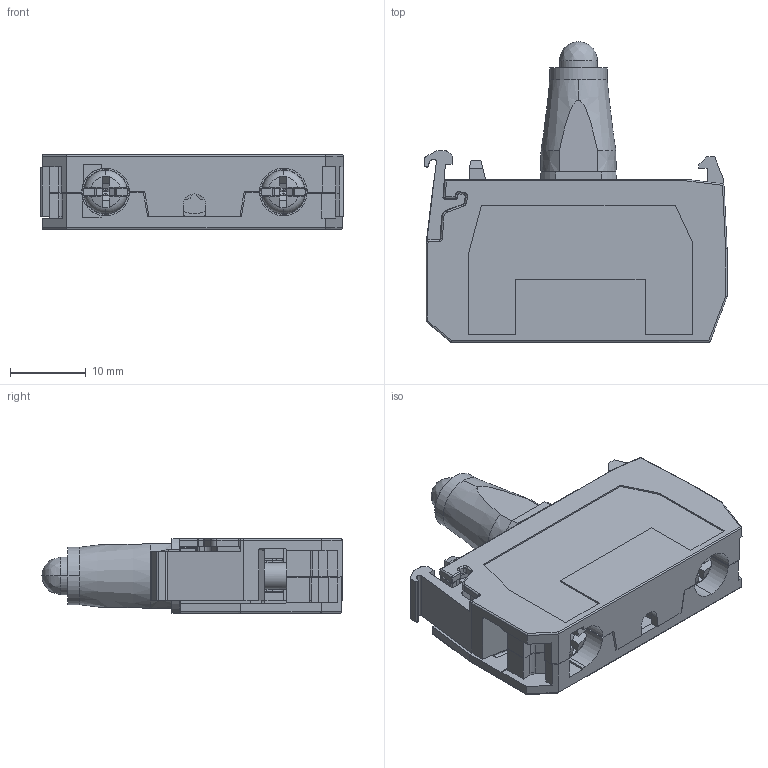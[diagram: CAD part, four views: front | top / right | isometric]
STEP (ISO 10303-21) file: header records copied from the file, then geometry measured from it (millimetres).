
FILE_DESCRIPTION(('STEP AP214'),'1');
FILE_NAME('33EAWH.stp','2007-11-14T15:57:50',(' '),('Legrand SA'),'XStep 1.0','TRANSCAD',' ');
FILE_SCHEMA(('automotive_design'));
Length unit declared in the file: millimetre
Products named in the file (9): Part1|Corps principal ( *SOL2 - wsp *MASTER -  )|Solide.1 (  de JELE 17299 : issu de *SOL2 - wsp *MASTER -  ) ( Brep de *SOL2 ); Part1|Corps de pièce.2 ( *SOL3 - wsp *MASTER -  )|Solide.2 (  de JELE 20997 : issu de *SOL3 - wsp *MASTER -  ) ( Brep de *SOL3 ); Part1|Corps de pièce.3 ( *SOL4 - wsp *MASTER -  -Non Smart-  )|Solide.3 (  de JELE 21281 : issu de *SOL4 - wsp *MASTER -  ) ( Brep de *SOL4 ); Part1|Corps de pièce.4 ( *SOL5 - wsp *MASTER -  )|Solide.4 (  de JELE 21837 : issu de *SOL5 - wsp *MASTER -  ) ( Brep de *SOL5 ); Part1|Corps de pièce.5 ( *SOL6 - wsp *MASTER -  )|Solide.5 (  de JELE 38011 : issu de *SOL6 - wsp *MASTER -  ) ( Brep de *SOL6 ); Part1|Corps de pièce.6 ( *SOL7 - wsp *MASTER -  )|Solide.6 (  de JELE 60763 : issu de *SOL7 - wsp *MASTER -  ) ( Brep de *SOL7 ); Part1|Corps de pièce.7 ( *SOL8 - wsp *MASTER -  -Non Smart-  )|Solide.7 (  de JELE 62022 : issu de *SOL8 - wsp *MASTER -  ) ( Brep de *SOL8 ); Part1|Corps de pièce.8 ( *SOL9 - wsp *MASTER -  )|Solide.8 (  de JELE 72784 : issu de *SOL9 - wsp *MASTER -  ) ( Brep de *SOL9 ); Part1|Corps de pièce.9 ( *SOL10 - wsp *MASTER -  -Non Smart-  )|Solide.9 (  de JELE 74044 : issu de *SOL10 - wsp *MASTER -  ) ( Brep de *SOL10 )
Bounding box: 39.95 x 39.71 x 9.9 mm (x, y, z)
Volume: 5904.9 mm3; surface area: 9526 mm2
Topology: 9 solids, 9 shells, 1732 faces, 4934 edges, 3228 vertices
Faces by surface type: plane 1433, cylinder 210, cone 38, bspline 35, torus 8, sphere 8
Entity records: 72163 total; most frequent: CARTESIAN_POINT 13803, ORIENTED_EDGE 9854, DIRECTION 8314, EDGE_CURVE 4927, LINE 3748, VECTOR 3748, VERTEX_POINT 3228, AXIS2_PLACEMENT_3D 2283
